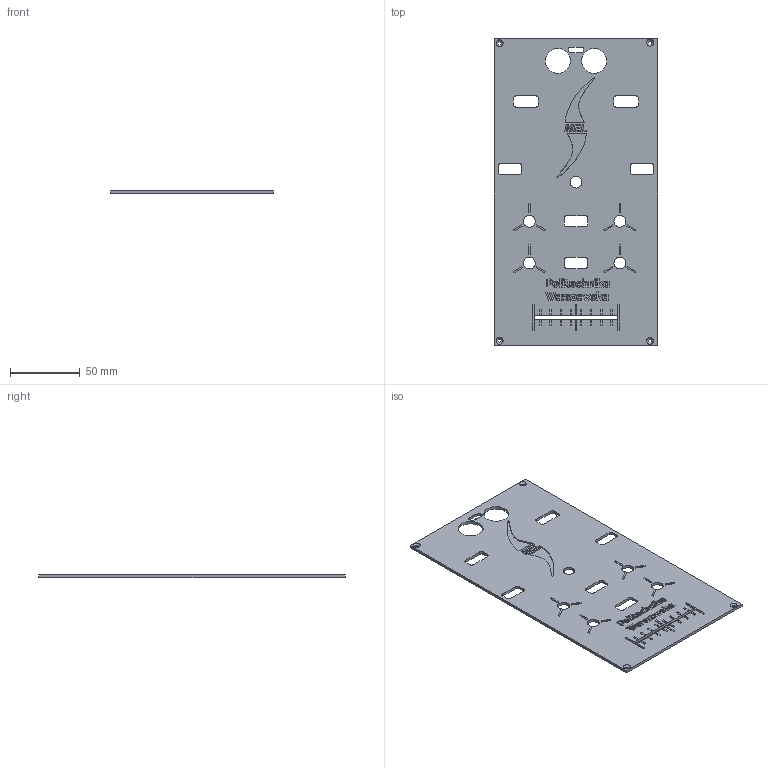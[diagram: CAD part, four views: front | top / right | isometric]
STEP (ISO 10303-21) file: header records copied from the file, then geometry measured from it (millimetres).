
FILE_DESCRIPTION(/* description */ (''),/* implementation_level */ '2;1');
FILE_NAME(/* name */ 'Gora_S.step',/* time_stamp */ '2026-02-15T15:00:08+01:00',/* author */ (''),/* organization */ (''),/* preprocessor_version */ 'ST-DEVELOPER v20.1',/* originating_system */ 'Autodesk Translation Framework v14.24.0.0',/* authorisation */ '');
FILE_SCHEMA (('AUTOMOTIVE_DESIGN { 1 0 10303 214 3 1 1 }'));
Length unit declared in the file: millimetre
Products named in the file (1): 2026-02-15-15-00-07-323
Bounding box: 117 x 220 x 2.5 mm (x, y, z)
Volume: 47235.5 mm3; surface area: 51587.9 mm2
Topology: 1 solids, 1 shells, 492 faces, 1255 edges, 830 vertices
Faces by surface type: plane 404, cylinder 54, bspline 26, cone 4, torus 4
Full cylindrical faces by diameter (mm): 1.323 x1, 1.379 x1, 2.053 x1, 2.529 x4, 4.306 x1, 8.5 x5, 18 x2
Entity records: 19292 total; most frequent: CARTESIAN_POINT 7388, ORIENTED_EDGE 2510, DIRECTION 2249, EDGE_CURVE 1255, LINE 1091, VECTOR 1091, VERTEX_POINT 830, EDGE_LOOP 595
